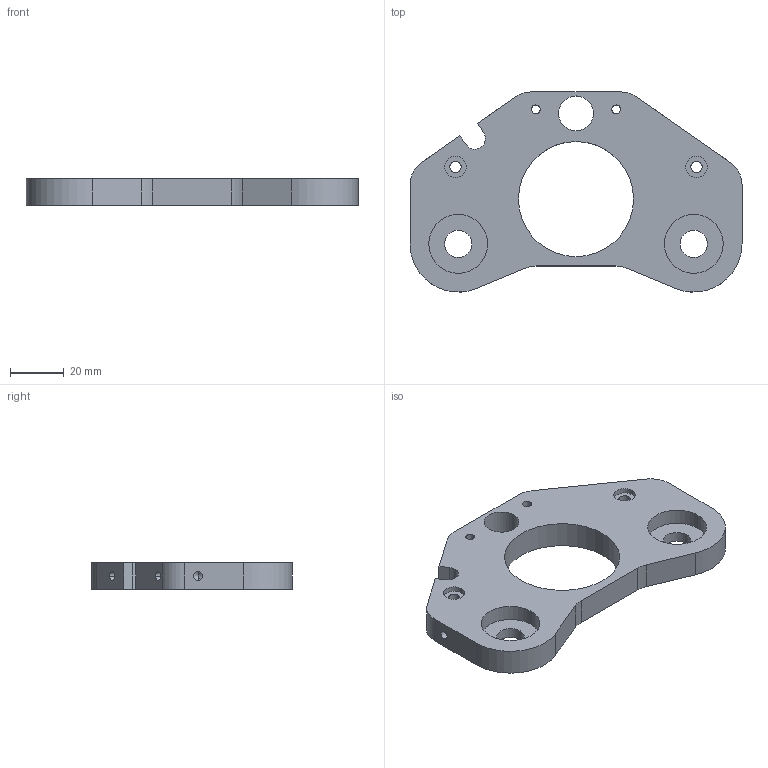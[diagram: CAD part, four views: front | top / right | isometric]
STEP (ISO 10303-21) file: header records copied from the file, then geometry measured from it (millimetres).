
FILE_DESCRIPTION (( 'STEP AP214' ), '1' );
FILE_NAME ('PL-USI-012-Aa-support-moteur-2.STEP', '2019-09-09T09:37:04', ( '' ), ( '' ), 'SwSTEP 2.0', 'SolidWorks 2016', '' );
FILE_SCHEMA (( 'AUTOMOTIVE_DESIGN' ));
Length unit declared in the file: millimetre
Products named in the file (1): PL-USI-012-Aa-support-moteur-2
Bounding box: 124 x 74.71 x 10 mm (x, y, z)
Volume: 50432.9 mm3; surface area: 18591.5 mm2
Topology: 1 solids, 1 shells, 83 faces, 215 edges, 130 vertices
Faces by surface type: cylinder 50, plane 17, cone 16
Entity records: 2735 total; most frequent: DIRECTION 467, CARTESIAN_POINT 413, ORIENTED_EDGE 398, EDGE_CURVE 199, AXIS2_PLACEMENT_3D 184, VERTEX_POINT 130, EDGE_LOOP 111, CIRCLE 100
